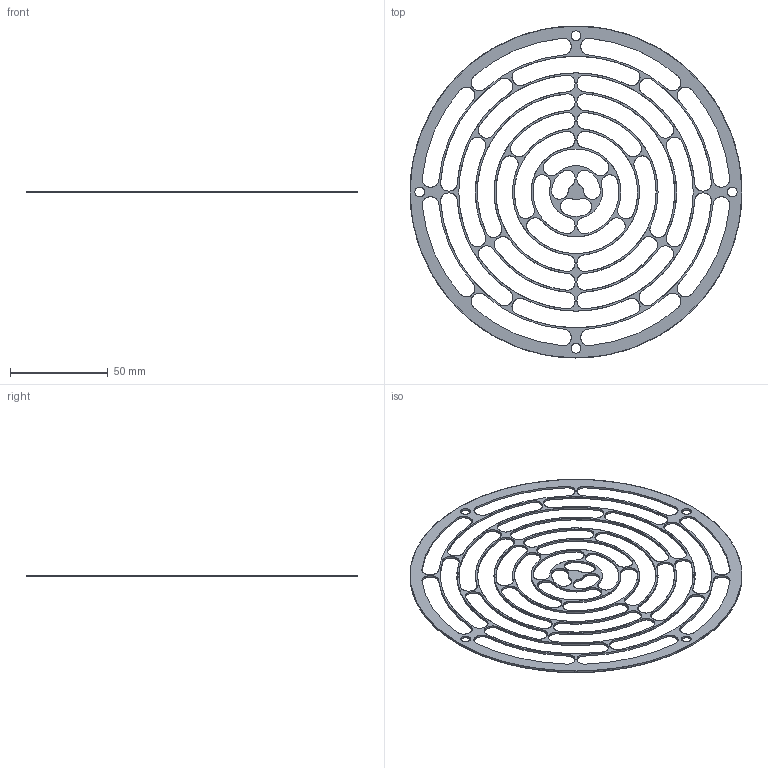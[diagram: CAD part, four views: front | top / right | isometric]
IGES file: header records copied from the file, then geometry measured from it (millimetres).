
Start section: SolidWorks IGES file using analytic representation for surfaces
Global section: file name: 5RE1512_Inlet Guard for DIC 120.IGS; native system: SolidWorks 2018; preprocessor: SolidWorks 2018; author: binatti; date: 220310.092653; units: millimetre
Bounding box: 170 x 170 x 1 mm (x, y, z)
Surface area: 16760.8 mm2 (no closed solid volume)
Topology: 0 solids, 0 shells, 344 faces, 5312 edges, 5312 vertices
Faces by surface type: revolution 268, bspline 76
